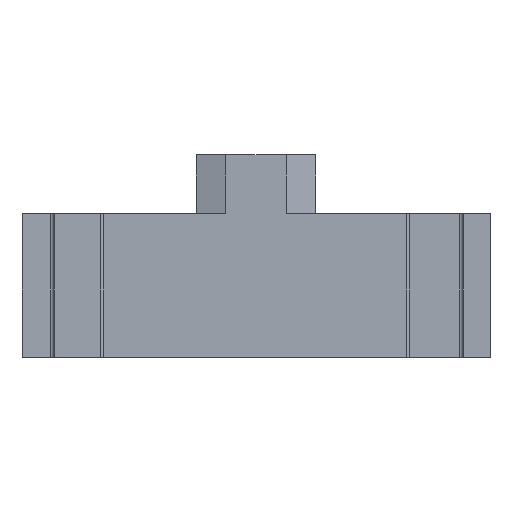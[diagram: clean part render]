
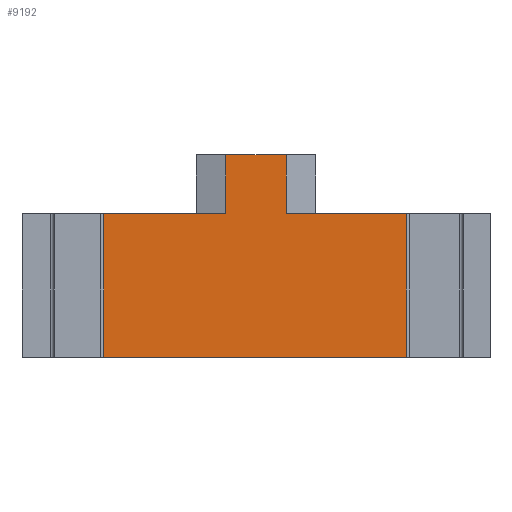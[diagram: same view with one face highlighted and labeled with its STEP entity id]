
A CAD part, front view. The second image highlights one B-rep face of the part: STEP entity #9192.
In plain terms, the highlighted planar face has unit normal (0, -1, 0).
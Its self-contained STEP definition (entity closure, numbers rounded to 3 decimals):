
#44 = PLANE('',#45);
#45 = AXIS2_PLACEMENT_3D('',#46,#47,#48);
#46 = CARTESIAN_POINT('',(-11.05,15.2,2.3));
#47 = DIRECTION('',(-0.,0.,-1.));
#48 = DIRECTION('',(0.,1.,0.));
#100 = PLANE('',#101);
#101 = AXIS2_PLACEMENT_3D('',#102,#103,#104);
#102 = CARTESIAN_POINT('',(-16.,32.,-5.5));
#103 = DIRECTION('',(0.,0.,1.));
#104 = DIRECTION('',(0.,-1.,0.));
#783 = VERTEX_POINT('',#784);
#784 = CARTESIAN_POINT('',(8.15,-15.9,2.3));
#803 = CYLINDRICAL_SURFACE('',#804,0.2);
#804 = AXIS2_PLACEMENT_3D('',#805,#806,#807);
#805 = CARTESIAN_POINT('',(8.35,-15.9,-7.7));
#806 = DIRECTION('',(0.,0.,1.));
#807 = DIRECTION('',(0.,1.,0.));
#815 = EDGE_CURVE('',#783,#816,#818,.T.);
#816 = VERTEX_POINT('',#817);
#817 = CARTESIAN_POINT('',(1.65,-15.9,2.3));
#818 = SURFACE_CURVE('',#819,(#823,#830),.PCURVE_S1.);
#819 = LINE('',#820,#821);
#820 = CARTESIAN_POINT('',(12.7,-15.9,2.3));
#821 = VECTOR('',#822,1.);
#822 = DIRECTION('',(-1.,0.,0.));
#823 = PCURVE('',#44,#824);
#824 = DEFINITIONAL_REPRESENTATION('',(#825),#829);
#825 = LINE('',#826,#827);
#826 = CARTESIAN_POINT('',(-31.1,23.75));
#827 = VECTOR('',#828,1.);
#828 = DIRECTION('',(0.,-1.));
#829 = ( GEOMETRIC_REPRESENTATION_CONTEXT(2) 
PARAMETRIC_REPRESENTATION_CONTEXT() REPRESENTATION_CONTEXT('2D SPACE',''
  ) );
#830 = PCURVE('',#831,#836);
#831 = PLANE('',#832);
#832 = AXIS2_PLACEMENT_3D('',#833,#834,#835);
#833 = CARTESIAN_POINT('',(8.,-15.9,-7.7));
#834 = DIRECTION('',(0.,1.,0.));
#835 = DIRECTION('',(0.,0.,1.));
#836 = DEFINITIONAL_REPRESENTATION('',(#837),#841);
#837 = LINE('',#838,#839);
#838 = CARTESIAN_POINT('',(10.,4.7));
#839 = VECTOR('',#840,1.);
#840 = DIRECTION('',(0.,-1.));
#841 = ( GEOMETRIC_REPRESENTATION_CONTEXT(2) 
PARAMETRIC_REPRESENTATION_CONTEXT() REPRESENTATION_CONTEXT('2D SPACE',''
  ) );
#859 = PLANE('',#860);
#860 = AXIS2_PLACEMENT_3D('',#861,#862,#863);
#861 = CARTESIAN_POINT('',(2.45,-15.667,2.3));
#862 = DIRECTION('',(0.28,-0.96,0.));
#863 = DIRECTION('',(0.,0.,-1.));
#3092 = PLANE('',#3093);
#3093 = AXIS2_PLACEMENT_3D('',#3094,#3095,#3096);
#3094 = CARTESIAN_POINT('',(-1.65,-16.,5.5));
#3095 = DIRECTION('',(0.,0.,1.));
#3096 = DIRECTION('',(1.,0.,-0.));
#3148 = PLANE('',#3149);
#3149 = AXIS2_PLACEMENT_3D('',#3150,#3151,#3152);
#3150 = CARTESIAN_POINT('',(-11.05,15.2,2.3));
#3151 = DIRECTION('',(-0.,0.,-1.));
#3152 = DIRECTION('',(0.,1.,0.));
#3771 = VERTEX_POINT('',#3772);
#3772 = CARTESIAN_POINT('',(-8.25,-15.9,-5.5));
#3786 = PLANE('',#3787);
#3787 = AXIS2_PLACEMENT_3D('',#3788,#3789,#3790);
#3788 = CARTESIAN_POINT('',(-8.25,-15.1,2.3));
#3789 = DIRECTION('',(-1.,0.,0.));
#3790 = DIRECTION('',(0.,-1.,0.));
#3798 = EDGE_CURVE('',#3771,#3799,#3801,.T.);
#3799 = VERTEX_POINT('',#3800);
#3800 = CARTESIAN_POINT('',(8.15,-15.9,-5.5));
#3801 = SURFACE_CURVE('',#3802,(#3806,#3813),.PCURVE_S1.);
#3802 = LINE('',#3803,#3804);
#3803 = CARTESIAN_POINT('',(12.,-15.9,-5.5));
#3804 = VECTOR('',#3805,1.);
#3805 = DIRECTION('',(1.,0.,0.));
#3806 = PCURVE('',#100,#3807);
#3807 = DEFINITIONAL_REPRESENTATION('',(#3808),#3812);
#3808 = LINE('',#3809,#3810);
#3809 = CARTESIAN_POINT('',(47.9,28.));
#3810 = VECTOR('',#3811,1.);
#3811 = DIRECTION('',(0.,1.));
#3812 = ( GEOMETRIC_REPRESENTATION_CONTEXT(2) 
PARAMETRIC_REPRESENTATION_CONTEXT() REPRESENTATION_CONTEXT('2D SPACE',''
  ) );
#3813 = PCURVE('',#831,#3814);
#3814 = DEFINITIONAL_REPRESENTATION('',(#3815),#3819);
#3815 = LINE('',#3816,#3817);
#3816 = CARTESIAN_POINT('',(2.2,4.));
#3817 = VECTOR('',#3818,1.);
#3818 = DIRECTION('',(0.,1.));
#3819 = ( GEOMETRIC_REPRESENTATION_CONTEXT(2) 
PARAMETRIC_REPRESENTATION_CONTEXT() REPRESENTATION_CONTEXT('2D SPACE',''
  ) );
#9148 = EDGE_CURVE('',#816,#9149,#9151,.T.);
#9149 = VERTEX_POINT('',#9150);
#9150 = CARTESIAN_POINT('',(1.65,-15.9,5.5));
#9151 = SURFACE_CURVE('',#9152,(#9156,#9163),.PCURVE_S1.);
#9152 = LINE('',#9153,#9154);
#9153 = CARTESIAN_POINT('',(1.65,-15.9,3.9));
#9154 = VECTOR('',#9155,1.);
#9155 = DIRECTION('',(-0.,0.,1.));
#9156 = PCURVE('',#859,#9157);
#9157 = DEFINITIONAL_REPRESENTATION('',(#9158),#9162);
#9158 = LINE('',#9159,#9160);
#9159 = CARTESIAN_POINT('',(-1.6,-0.833));
#9160 = VECTOR('',#9161,1.);
#9161 = DIRECTION('',(-1.,0.));
#9162 = ( GEOMETRIC_REPRESENTATION_CONTEXT(2) 
PARAMETRIC_REPRESENTATION_CONTEXT() REPRESENTATION_CONTEXT('2D SPACE',''
  ) );
#9163 = PCURVE('',#831,#9164);
#9164 = DEFINITIONAL_REPRESENTATION('',(#9165),#9169);
#9165 = LINE('',#9166,#9167);
#9166 = CARTESIAN_POINT('',(11.6,-6.35));
#9167 = VECTOR('',#9168,1.);
#9168 = DIRECTION('',(1.,0.));
#9169 = ( GEOMETRIC_REPRESENTATION_CONTEXT(2) 
PARAMETRIC_REPRESENTATION_CONTEXT() REPRESENTATION_CONTEXT('2D SPACE',''
  ) );
#9192 = ADVANCED_FACE('',(#9193),#831,.F.);
#9193 = FACE_BOUND('',#9194,.F.);
#9194 = EDGE_LOOP('',(#9195,#9196,#9219,#9242,#9270,#9291,#9292,#9293));
#9195 = ORIENTED_EDGE('',*,*,#3798,.F.);
#9196 = ORIENTED_EDGE('',*,*,#9197,.T.);
#9197 = EDGE_CURVE('',#3771,#9198,#9200,.T.);
#9198 = VERTEX_POINT('',#9199);
#9199 = CARTESIAN_POINT('',(-8.25,-15.9,2.3));
#9200 = SURFACE_CURVE('',#9201,(#9205,#9212),.PCURVE_S1.);
#9201 = LINE('',#9202,#9203);
#9202 = CARTESIAN_POINT('',(-8.25,-15.9,-1.6));
#9203 = VECTOR('',#9204,1.);
#9204 = DIRECTION('',(0.,-0.,1.));
#9205 = PCURVE('',#831,#9206);
#9206 = DEFINITIONAL_REPRESENTATION('',(#9207),#9211);
#9207 = LINE('',#9208,#9209);
#9208 = CARTESIAN_POINT('',(6.1,-16.25));
#9209 = VECTOR('',#9210,1.);
#9210 = DIRECTION('',(1.,0.));
#9211 = ( GEOMETRIC_REPRESENTATION_CONTEXT(2) 
PARAMETRIC_REPRESENTATION_CONTEXT() REPRESENTATION_CONTEXT('2D SPACE',''
  ) );
#9212 = PCURVE('',#3786,#9213);
#9213 = DEFINITIONAL_REPRESENTATION('',(#9214),#9218);
#9214 = LINE('',#9215,#9216);
#9215 = CARTESIAN_POINT('',(0.8,-3.9));
#9216 = VECTOR('',#9217,1.);
#9217 = DIRECTION('',(0.,1.));
#9218 = ( GEOMETRIC_REPRESENTATION_CONTEXT(2) 
PARAMETRIC_REPRESENTATION_CONTEXT() REPRESENTATION_CONTEXT('2D SPACE',''
  ) );
#9219 = ORIENTED_EDGE('',*,*,#9220,.F.);
#9220 = EDGE_CURVE('',#9221,#9198,#9223,.T.);
#9221 = VERTEX_POINT('',#9222);
#9222 = CARTESIAN_POINT('',(-1.65,-15.9,2.3));
#9223 = SURFACE_CURVE('',#9224,(#9228,#9235),.PCURVE_S1.);
#9224 = LINE('',#9225,#9226);
#9225 = CARTESIAN_POINT('',(12.7,-15.9,2.3));
#9226 = VECTOR('',#9227,1.);
#9227 = DIRECTION('',(-1.,0.,0.));
#9228 = PCURVE('',#831,#9229);
#9229 = DEFINITIONAL_REPRESENTATION('',(#9230),#9234);
#9230 = LINE('',#9231,#9232);
#9231 = CARTESIAN_POINT('',(10.,4.7));
#9232 = VECTOR('',#9233,1.);
#9233 = DIRECTION('',(0.,-1.));
#9234 = ( GEOMETRIC_REPRESENTATION_CONTEXT(2) 
PARAMETRIC_REPRESENTATION_CONTEXT() REPRESENTATION_CONTEXT('2D SPACE',''
  ) );
#9235 = PCURVE('',#3148,#9236);
#9236 = DEFINITIONAL_REPRESENTATION('',(#9237),#9241);
#9237 = LINE('',#9238,#9239);
#9238 = CARTESIAN_POINT('',(-31.1,23.75));
#9239 = VECTOR('',#9240,1.);
#9240 = DIRECTION('',(0.,-1.));
#9241 = ( GEOMETRIC_REPRESENTATION_CONTEXT(2) 
PARAMETRIC_REPRESENTATION_CONTEXT() REPRESENTATION_CONTEXT('2D SPACE',''
  ) );
#9242 = ORIENTED_EDGE('',*,*,#9243,.F.);
#9243 = EDGE_CURVE('',#9244,#9221,#9246,.T.);
#9244 = VERTEX_POINT('',#9245);
#9245 = CARTESIAN_POINT('',(-1.65,-15.9,5.5));
#9246 = SURFACE_CURVE('',#9247,(#9251,#9258),.PCURVE_S1.);
#9247 = LINE('',#9248,#9249);
#9248 = CARTESIAN_POINT('',(-1.65,-15.9,2.3));
#9249 = VECTOR('',#9250,1.);
#9250 = DIRECTION('',(0.,0.,-1.));
#9251 = PCURVE('',#831,#9252);
#9252 = DEFINITIONAL_REPRESENTATION('',(#9253),#9257);
#9253 = LINE('',#9254,#9255);
#9254 = CARTESIAN_POINT('',(10.,-9.65));
#9255 = VECTOR('',#9256,1.);
#9256 = DIRECTION('',(-1.,0.));
#9257 = ( GEOMETRIC_REPRESENTATION_CONTEXT(2) 
PARAMETRIC_REPRESENTATION_CONTEXT() REPRESENTATION_CONTEXT('2D SPACE',''
  ) );
#9258 = PCURVE('',#9259,#9264);
#9259 = PLANE('',#9260);
#9260 = AXIS2_PLACEMENT_3D('',#9261,#9262,#9263);
#9261 = CARTESIAN_POINT('',(-2.45,-15.667,2.3));
#9262 = DIRECTION('',(0.28,0.96,0.));
#9263 = DIRECTION('',(0.,0.,-1.));
#9264 = DEFINITIONAL_REPRESENTATION('',(#9265),#9269);
#9265 = LINE('',#9266,#9267);
#9266 = CARTESIAN_POINT('',(0.,-0.833));
#9267 = VECTOR('',#9268,1.);
#9268 = DIRECTION('',(1.,-0.));
#9269 = ( GEOMETRIC_REPRESENTATION_CONTEXT(2) 
PARAMETRIC_REPRESENTATION_CONTEXT() REPRESENTATION_CONTEXT('2D SPACE',''
  ) );
#9270 = ORIENTED_EDGE('',*,*,#9271,.F.);
#9271 = EDGE_CURVE('',#9149,#9244,#9272,.T.);
#9272 = SURFACE_CURVE('',#9273,(#9277,#9284),.PCURVE_S1.);
#9273 = LINE('',#9274,#9275);
#9274 = CARTESIAN_POINT('',(3.25,-15.9,5.5));
#9275 = VECTOR('',#9276,1.);
#9276 = DIRECTION('',(-1.,0.,0.));
#9277 = PCURVE('',#831,#9278);
#9278 = DEFINITIONAL_REPRESENTATION('',(#9279),#9283);
#9279 = LINE('',#9280,#9281);
#9280 = CARTESIAN_POINT('',(13.2,-4.75));
#9281 = VECTOR('',#9282,1.);
#9282 = DIRECTION('',(0.,-1.));
#9283 = ( GEOMETRIC_REPRESENTATION_CONTEXT(2) 
PARAMETRIC_REPRESENTATION_CONTEXT() REPRESENTATION_CONTEXT('2D SPACE',''
  ) );
#9284 = PCURVE('',#3092,#9285);
#9285 = DEFINITIONAL_REPRESENTATION('',(#9286),#9290);
#9286 = LINE('',#9287,#9288);
#9287 = CARTESIAN_POINT('',(4.9,0.1));
#9288 = VECTOR('',#9289,1.);
#9289 = DIRECTION('',(-1.,0.));
#9290 = ( GEOMETRIC_REPRESENTATION_CONTEXT(2) 
PARAMETRIC_REPRESENTATION_CONTEXT() REPRESENTATION_CONTEXT('2D SPACE',''
  ) );
#9291 = ORIENTED_EDGE('',*,*,#9148,.F.);
#9292 = ORIENTED_EDGE('',*,*,#815,.F.);
#9293 = ORIENTED_EDGE('',*,*,#9294,.F.);
#9294 = EDGE_CURVE('',#3799,#783,#9295,.T.);
#9295 = SURFACE_CURVE('',#9296,(#9300,#9307),.PCURVE_S1.);
#9296 = LINE('',#9297,#9298);
#9297 = CARTESIAN_POINT('',(8.15,-15.9,-7.7));
#9298 = VECTOR('',#9299,1.);
#9299 = DIRECTION('',(0.,0.,1.));
#9300 = PCURVE('',#831,#9301);
#9301 = DEFINITIONAL_REPRESENTATION('',(#9302),#9306);
#9302 = LINE('',#9303,#9304);
#9303 = CARTESIAN_POINT('',(0.,0.15));
#9304 = VECTOR('',#9305,1.);
#9305 = DIRECTION('',(1.,0.));
#9306 = ( GEOMETRIC_REPRESENTATION_CONTEXT(2) 
PARAMETRIC_REPRESENTATION_CONTEXT() REPRESENTATION_CONTEXT('2D SPACE',''
  ) );
#9307 = PCURVE('',#803,#9308);
#9308 = DEFINITIONAL_REPRESENTATION('',(#9309),#9313);
#9309 = LINE('',#9310,#9311);
#9310 = CARTESIAN_POINT('',(7.854,0.));
#9311 = VECTOR('',#9312,1.);
#9312 = DIRECTION('',(0.,1.));
#9313 = ( GEOMETRIC_REPRESENTATION_CONTEXT(2) 
PARAMETRIC_REPRESENTATION_CONTEXT() REPRESENTATION_CONTEXT('2D SPACE',''
  ) );
